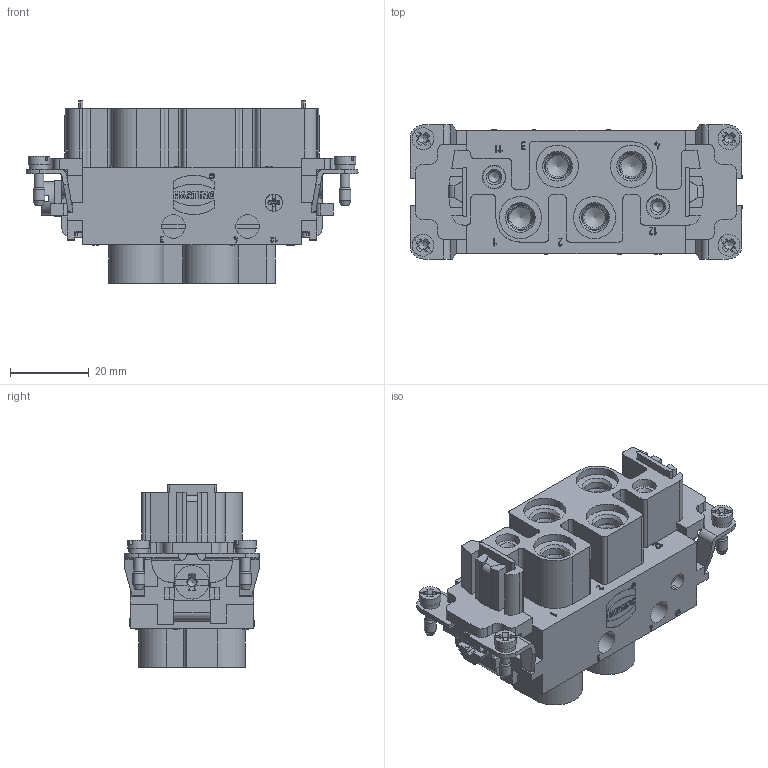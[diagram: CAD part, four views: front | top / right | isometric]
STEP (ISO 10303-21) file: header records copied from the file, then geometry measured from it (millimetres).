
FILE_DESCRIPTION(/* description */ (''),/* implementation_level */ '2;1');
FILE_NAME(/* name */ '100094830ugm000_d.stp',/* time_stamp */ '2019-06-25T09:56:41+02:00',/* author */ (''),/* organization */ (''),/* preprocessor_version */ 'ST-DEVELOPER v16.7',/* originating_system */ 'SIEMENS PLM Software NX 12.0',/* authorisation */ '');
FILE_SCHEMA (('AUTOMOTIVE_DESIGN { 1 0 10303 214 3 1 1 1 }'));
Length unit declared in the file: millimetre
Products named in the file (1): 100094830ugm000_d
Bounding box: 84.1 x 34 x 46.2 mm (x, y, z)
Volume: 52943.9 mm3; surface area: 22371.5 mm2
Topology: 1 solids, 1 shells, 1117 faces, 3230 edges, 2263 vertices
Faces by surface type: plane 719, cylinder 168, extrusion 131, cone 87, revolution 8, sphere 2, torus 2
Full cylindrical faces by diameter (mm): 1.139 x1, 1.346 x1, 2.5 x6, 2.8 x2, 3 x4, 3.05 x2, 3.2 x2, 4.2 x1, 5 x8, 5.5 x4, 6 x4, 6.474 x4, 6.5 x4, 7.25 x4, 8.5 x1, 10.7 x4
Entity records: 45960 total; most frequent: CARTESIAN_POINT 10212, ORIENTED_EDGE 5866, DIRECTION 5059, EDGE_CURVE 2933, VERTEX_POINT 2011, VECTOR 2011, LINE 1880, AXIS2_PLACEMENT_3D 1520
